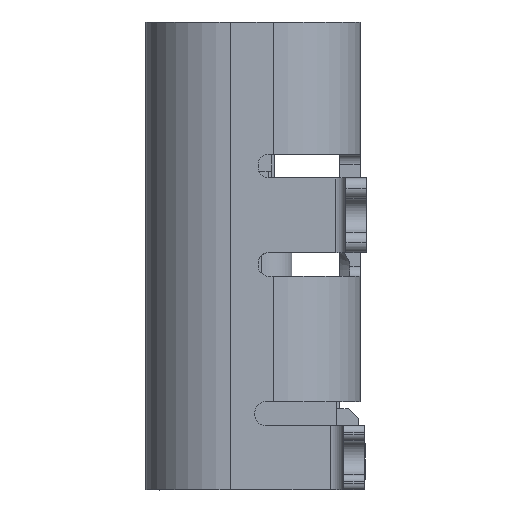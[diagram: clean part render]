
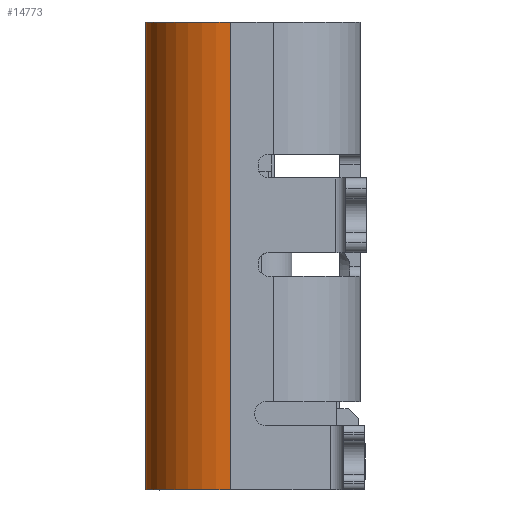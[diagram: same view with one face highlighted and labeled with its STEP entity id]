
A CAD part, left-side view. The second image highlights one B-rep face of the part: STEP entity #14773.
In plain terms, the highlighted cylindrical face has radius 1.25 mm (diameter 2.5 mm), a partial arc.
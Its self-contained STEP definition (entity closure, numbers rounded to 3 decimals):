
#371=CIRCLE('',#19103,1.25);
#372=CIRCLE('',#19105,1.25);
#617=CYLINDRICAL_SURFACE('',#19104,1.25);
#2340=ORIENTED_EDGE('',*,*,#6000,.T.);
#2341=ORIENTED_EDGE('',*,*,#5916,.T.);
#2342=ORIENTED_EDGE('',*,*,#5999,.T.);
#2343=ORIENTED_EDGE('',*,*,#6001,.T.);
#5916=EDGE_CURVE('',#7854,#7853,#9296,.T.);
#5999=EDGE_CURVE('',#7853,#7907,#371,.T.);
#6000=EDGE_CURVE('',#7908,#7854,#372,.T.);
#6001=EDGE_CURVE('',#7907,#7908,#9357,.T.);
#7853=VERTEX_POINT('',#25617);
#7854=VERTEX_POINT('',#25619);
#7907=VERTEX_POINT('',#25780);
#7908=VERTEX_POINT('',#25784);
#9296=LINE('',#25618,#11053);
#9357=LINE('',#25785,#11114);
#11053=VECTOR('',#21285,1000.);
#11114=VECTOR('',#21448,1000.);
#12571=EDGE_LOOP('',(#2340,#2341,#2342,#2343));
#13392=FACE_BOUND('',#12571,.T.);
#14773=ADVANCED_FACE('',(#13392),#617,.T.);
#19103=AXIS2_PLACEMENT_3D('',#25781,#21442,#21443);
#19104=AXIS2_PLACEMENT_3D('',#25782,#21444,#21445);
#19105=AXIS2_PLACEMENT_3D('',#25783,#21446,#21447);
#21285=DIRECTION('',(0.,0.,1.));
#21442=DIRECTION('',(0.,0.,-1.));
#21443=DIRECTION('',(1.,0.,0.));
#21444=DIRECTION('',(0.,0.,1.));
#21445=DIRECTION('',(1.,0.,0.));
#21446=DIRECTION('',(0.,0.,1.));
#21447=DIRECTION('',(1.,0.,0.));
#21448=DIRECTION('',(0.,0.,-1.));
#25617=CARTESIAN_POINT('',(-4.47,1.985,0.));
#25618=CARTESIAN_POINT('',(-4.47,1.985,-6.9));
#25619=CARTESIAN_POINT('',(-4.47,1.985,-6.9));
#25780=CARTESIAN_POINT('',(-3.22,3.235,0.));
#25781=CARTESIAN_POINT('',(-3.22,1.985,0.));
#25782=CARTESIAN_POINT('',(-3.22,1.985,-6.9));
#25783=CARTESIAN_POINT('',(-3.22,1.985,-6.9));
#25784=CARTESIAN_POINT('',(-3.22,3.235,-6.9));
#25785=CARTESIAN_POINT('',(-3.22,3.235,-6.9));
